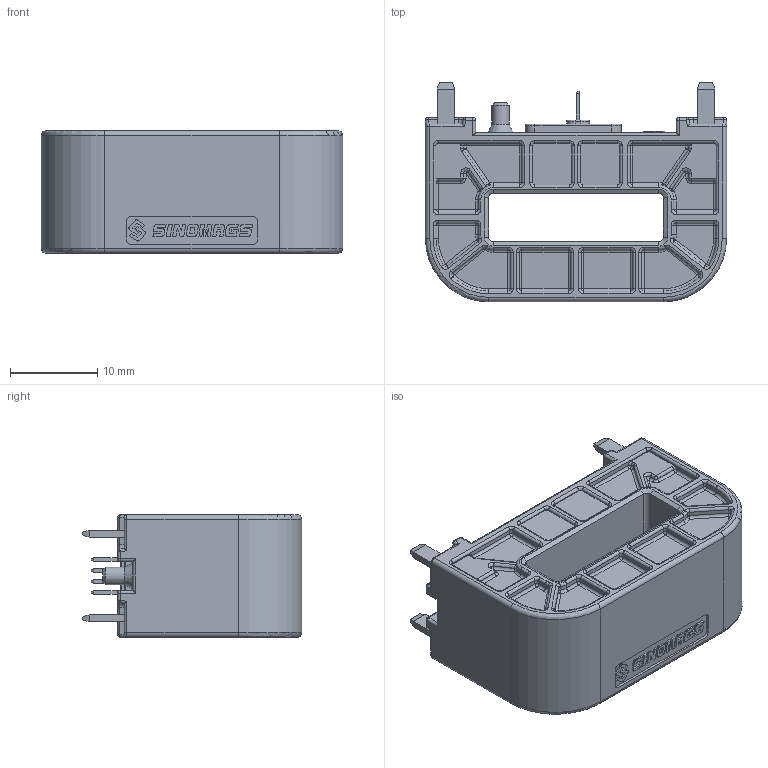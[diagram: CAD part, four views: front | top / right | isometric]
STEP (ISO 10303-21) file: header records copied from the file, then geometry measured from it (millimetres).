
FILE_DESCRIPTION(/* description */ (''),/* implementation_level */ '2;1');
FILE_NAME(/* name */ 'SHK-VBS-A3-S2 外发模型.stp',/* time_stamp */ '2025-06-17T11:34:38+08:00',/* author */ (''),/* organization */ (''),/* preprocessor_version */ 'ST-DEVELOPER v16.7',/* originating_system */ 'SIEMENS PLM Software NX 12.0',/* authorisation */ '');
FILE_SCHEMA (('AP203_CONFIGURATION_CONTROLLED_3D_DESIGN_OF_MECHANICAL_PARTS_AND_ASSEMBLIES_MIM_LF { 1 0 10303 403 2 1 2}'));
Length unit declared in the file: millimetre
Products named in the file (1): SHK-VBS-A3-S2灌胶定版
Bounding box: 34.5 x 25.15 x 14 mm (x, y, z)
Volume: 7190.2 mm3; surface area: 3871.7 mm2
Topology: 1 solids, 3 shells, 1058 faces, 2561 edges, 1492 vertices
Faces by surface type: plane 455, cylinder 360, torus 124, sphere 62, bspline 30, extrusion 15, cone 12
Full cylindrical faces by diameter (mm): 2 x1
Entity records: 30852 total; most frequent: CARTESIAN_POINT 5876, DIRECTION 5355, ORIENTED_EDGE 4996, EDGE_CURVE 2498, AXIS2_PLACEMENT_3D 1900, VECTOR 1555, LINE 1540, VERTEX_POINT 1492
